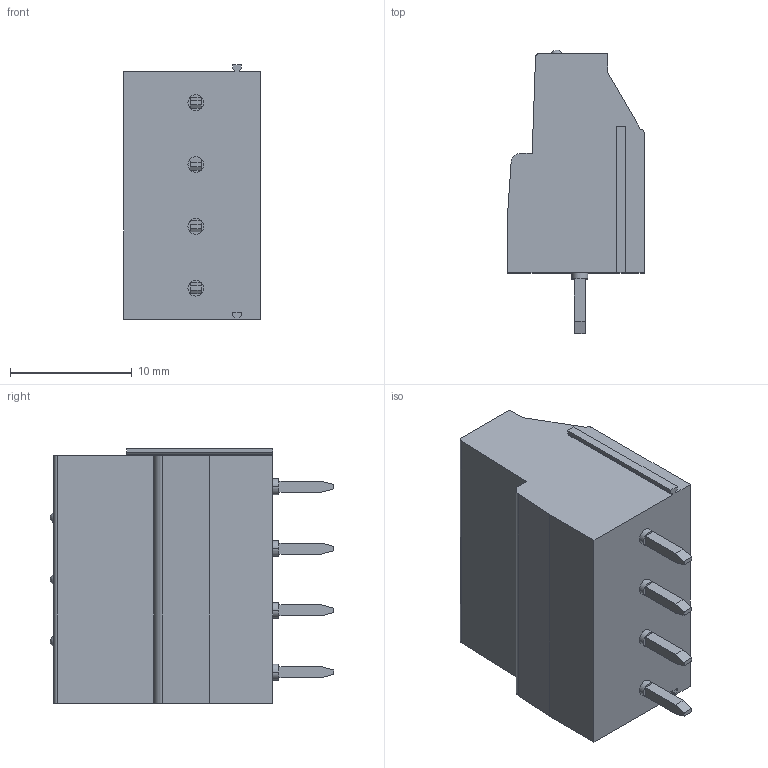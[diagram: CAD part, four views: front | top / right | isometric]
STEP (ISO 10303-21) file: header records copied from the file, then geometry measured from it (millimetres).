
FILE_DESCRIPTION(('SolidDesigner STEP Export'),'2;1');
FILE_NAME('mkds_3-4-5.08.stp','2013-09-11T10:27:13',(''),(''),'Creo Elements/Direct Modeling STEP processor for AP214 (Solid Model)','Creo Elements/Direct Modeling 18.1B 29-Sep-2012 (C) Parametric Technology GmbH','');
FILE_SCHEMA(('AUTOMOTIVE_DESIGN { 1 0 10303 214 1 1 1 1 }'));
Length unit declared in the file: millimetre
Products named in the file (2): mkds_3-4-5.08
Assembly tree (1 placements, depth 2):
  mkds_3-4-5.08
    mkds_3-4-5.08
Bounding box: 11.2 x 23.3 x 20.89 mm (x, y, z)
Volume: 3168.7 mm3; surface area: 1994.2 mm2
Topology: 1 solids, 1 shells, 213 faces, 547 edges, 363 vertices
Faces by surface type: plane 156, cylinder 54, sphere 3
Entity records: 7913 total; most frequent: ORIENTED_EDGE 1094, CARTESIAN_POINT 1065, DIRECTION 1000, EDGE_CURVE 547, VECTOR 404, LINE 404, VERTEX_POINT 363, AXIS2_PLACEMENT_3D 298
